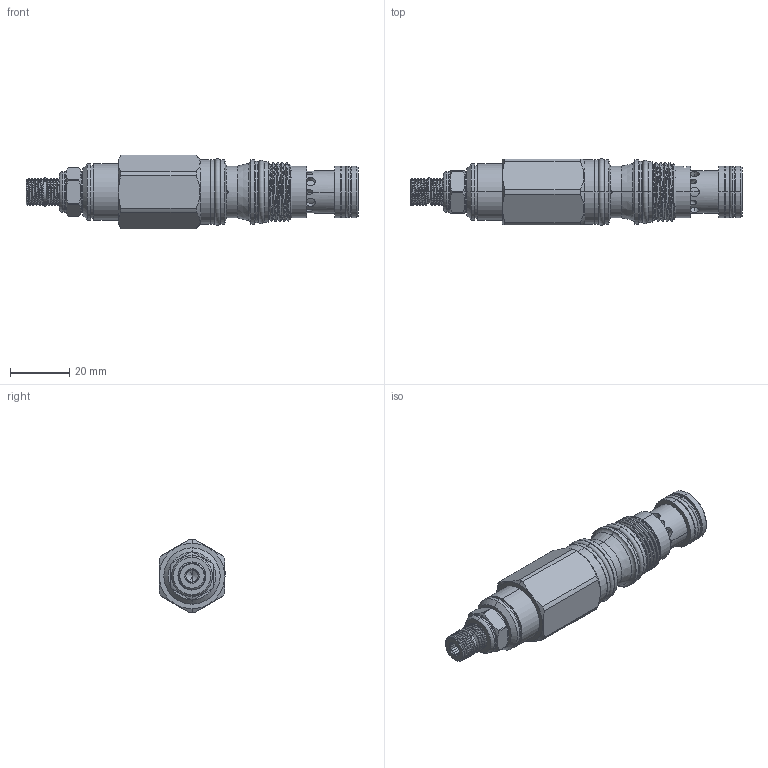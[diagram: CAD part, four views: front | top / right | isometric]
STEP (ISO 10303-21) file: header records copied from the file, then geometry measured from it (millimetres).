
FILE_DESCRIPTION (( 'STEP AP203' ), '1' );
FILE_NAME ('SD11A30-L.STEP', '2020-03-27T01:44:01', ( '' ), ( '' ), 'SwSTEP 2.0', 'SolidWorks 2018', '' );
FILE_SCHEMA (( 'CONFIG_CONTROL_DESIGN' ));
Length unit declared in the file: millimetre
Products named in the file (1): SD11A30-L
Bounding box: 111.97 x 22.55 x 24.8 mm (x, y, z)
Volume: 30314.8 mm3; surface area: 10350.3 mm2
Topology: 4 solids, 4 shells, 292 faces, 689 edges, 432 vertices
Faces by surface type: cylinder 152, plane 63, cone 38, torus 30, bspline 9
Entity records: 16615 total; most frequent: CARTESIAN_POINT 10137, ORIENTED_EDGE 1374, DIRECTION 1301, EDGE_CURVE 687, AXIS2_PLACEMENT_3D 543, VERTEX_POINT 432, EDGE_LOOP 325, ADVANCED_FACE 292
